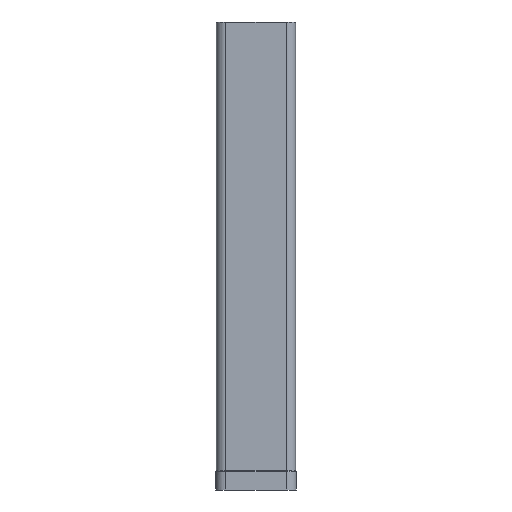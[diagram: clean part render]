
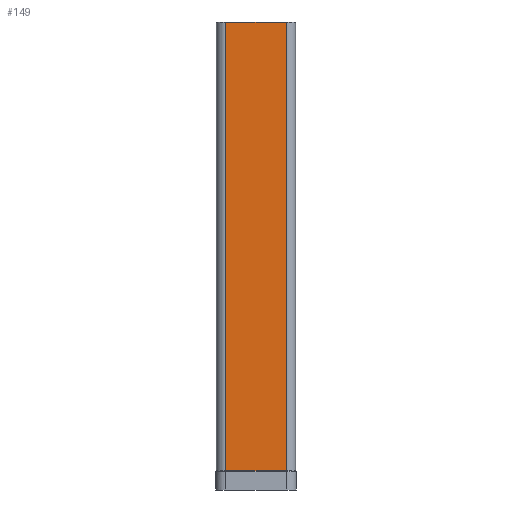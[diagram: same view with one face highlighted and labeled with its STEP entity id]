
A CAD part, front view. The second image highlights one B-rep face of the part: STEP entity #149.
In plain terms, the highlighted planar face has unit normal (0, -1, 0).
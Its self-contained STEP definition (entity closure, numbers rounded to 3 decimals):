
#149=ADVANCED_FACE('',(#308),#309,.T.);
#308=FACE_OUTER_BOUND('',#2102,.T.);
#309=PLANE('',#2103);
#2102=EDGE_LOOP('',(#2680,#2681,#2682,#2683));
#2103=AXIS2_PLACEMENT_3D('',#2684,#2685,#2686);
#2680=ORIENTED_EDGE('',*,*,#2886,.F.);
#2681=ORIENTED_EDGE('',*,*,#2750,.T.);
#2682=ORIENTED_EDGE('',*,*,#2806,.T.);
#2683=ORIENTED_EDGE('',*,*,#2738,.F.);
#2684=CARTESIAN_POINT('',(196.7,95.5,0.));
#2685=DIRECTION('',(0.0,-1.0,0.0));
#2686=DIRECTION('',(0.0,0.0,1.0));
#2738=EDGE_CURVE('',#2931,#2933,#2934,.T.);
#2750=EDGE_CURVE('',#2957,#2955,#2958,.T.);
#2806=EDGE_CURVE('',#2955,#2933,#3063,.T.);
#2886=EDGE_CURVE('',#2957,#2931,#3176,.T.);
#2931=VERTEX_POINT('',#3236);
#2933=VERTEX_POINT('',#3238);
#2934=LINE('',#3239,#3240);
#2955=VERTEX_POINT('',#3266);
#2957=VERTEX_POINT('',#3268);
#2958=LINE('',#3269,#3270);
#3063=LINE('',#3400,#3401);
#3176=LINE('',#3720,#3721);
#3236=CARTESIAN_POINT('',(47.7,95.5,41.1));
#3238=CARTESIAN_POINT('',(47.7,95.5,1000.0));
#3239=CARTESIAN_POINT('',(47.7,95.5,500.0));
#3240=VECTOR('',#3808,1.0);
#3266=CARTESIAN_POINT('',(176.7,95.5,1000.0));
#3268=CARTESIAN_POINT('',(176.7,95.5,41.1));
#3269=CARTESIAN_POINT('',(176.7,95.5,500.0));
#3270=VECTOR('',#3832,1.0);
#3400=CARTESIAN_POINT('',(176.7,95.5,1000.0));
#3401=VECTOR('',#3948,1.0);
#3720=CARTESIAN_POINT('',(154.45,95.5,41.1));
#3721=VECTOR('',#4110,1.0);
#3808=DIRECTION('',(0.0,0.0,1.0));
#3832=DIRECTION('',(0.0,0.0,1.0));
#3948=DIRECTION('',(-1.0,0.0,0.0));
#4110=DIRECTION('',(-1.0,0.0,0.0));
